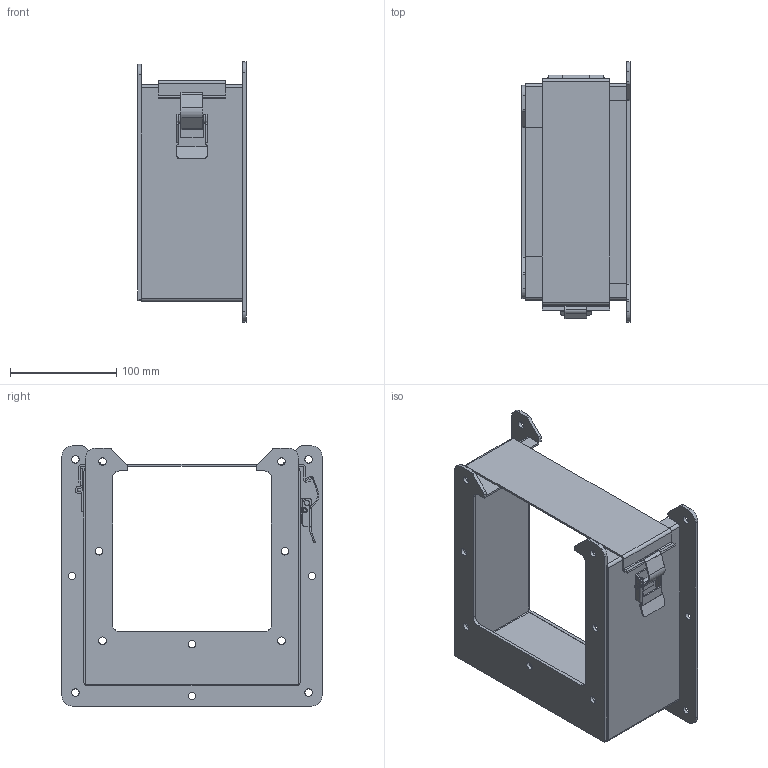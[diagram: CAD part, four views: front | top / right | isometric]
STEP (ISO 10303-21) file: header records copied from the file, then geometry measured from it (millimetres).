
FILE_DESCRIPTION (( 'STEP AP203' ), '1' );
FILE_NAME ('1485ERE.step', '2020-11-19T14:41:40', ( 'ADC123' ), ( 'Microsoft' ), 'SwSTEP 2.0', 'SolidWorks 2019', '' );
FILE_SCHEMA (( 'CONFIG_CONTROL_DESIGN' ));
Length unit declared in the file: inch
Products named in the file (1): 1485ERE
Bounding box: 101.6 x 244.47 x 244.47 mm (x, y, z)
Volume: 258789.1 mm3; surface area: 249682.5 mm2
Topology: 10 solids, 10 shells, 255 faces, 689 edges, 456 vertices
Faces by surface type: plane 146, cylinder 107, bspline 2
Full cylindrical faces by diameter (mm): 3.175 x2, 3.302 x2, 3.969 x2, 4.166 x2, 4.763 x3, 7.137 x14
Entity records: 8057 total; most frequent: CARTESIAN_POINT 1432, DIRECTION 1378, ORIENTED_EDGE 1318, EDGE_CURVE 659, AXIS2_PLACEMENT_3D 471, VERTEX_POINT 455, LINE 436, VECTOR 436
